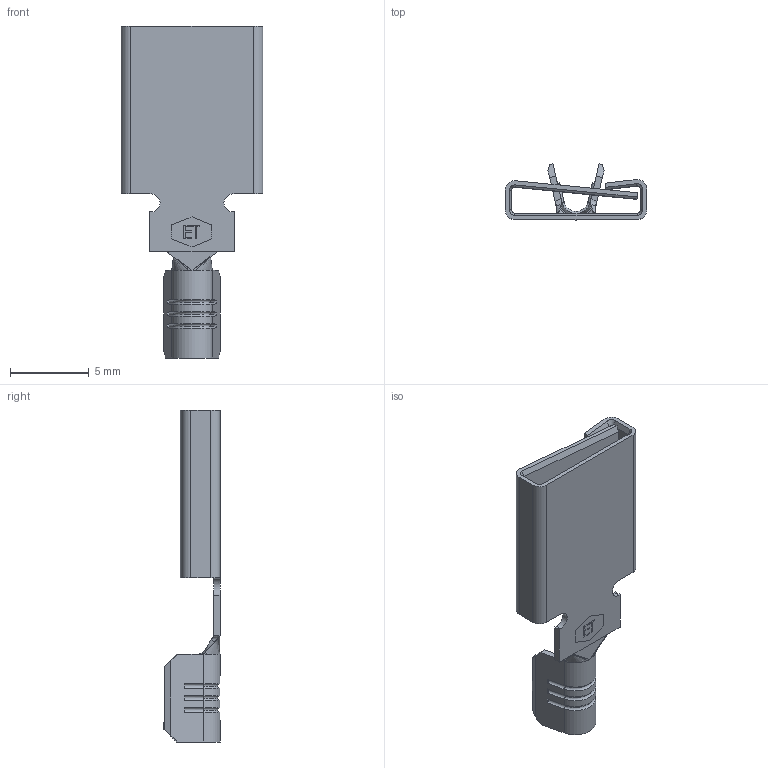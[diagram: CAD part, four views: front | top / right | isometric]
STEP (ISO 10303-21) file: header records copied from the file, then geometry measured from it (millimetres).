
FILE_DESCRIPTION (( 'STEP AP203' ), '1' );
FILE_NAME ('14141.STEP', '2015-02-23T18:09:21', ( '' ), ( '' ), 'SwSTEP 2.0', 'SolidWorks 2014', '' );
FILE_SCHEMA (( 'CONFIG_CONTROL_DESIGN' ));
Length unit declared in the file: inch
Products named in the file (1): 14141
Bounding box: 8.99 x 3.56 x 21.08 mm (x, y, z)
Volume: 123.8 mm3; surface area: 655.1 mm2
Topology: 1 solids, 1 shells, 145 faces, 372 edges, 232 vertices
Faces by surface type: plane 84, cylinder 36, torus 12, bspline 8, cone 5
Entity records: 4646 total; most frequent: CARTESIAN_POINT 1056, ORIENTED_EDGE 744, DIRECTION 717, EDGE_CURVE 372, VECTOR 263, LINE 263, VERTEX_POINT 232, AXIS2_PLACEMENT_3D 227
